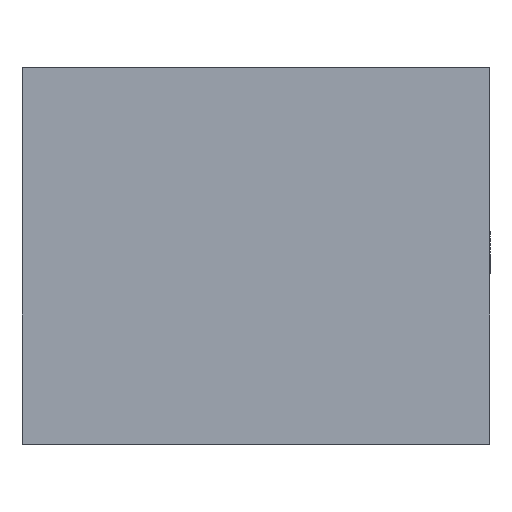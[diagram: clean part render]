
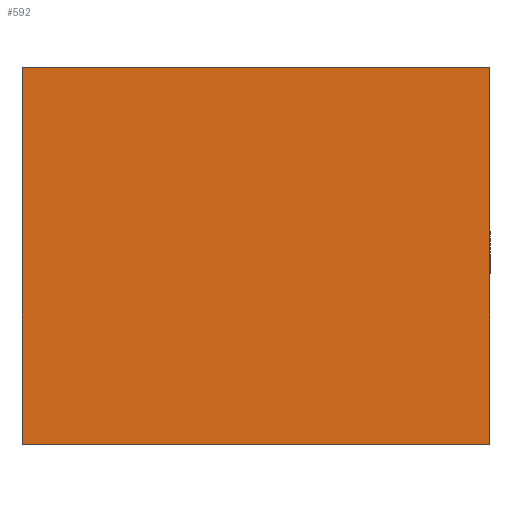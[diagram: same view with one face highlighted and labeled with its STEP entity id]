
A CAD part, top view. The second image highlights one B-rep face of the part: STEP entity #592.
In plain terms, the highlighted planar face has unit normal (0, 0, 1).
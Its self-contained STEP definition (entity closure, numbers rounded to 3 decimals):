
#43 = ORIENTED_EDGE ( 'NONE', *, *, #93, .T. ) ;
#46 = VERTEX_POINT ( 'NONE', #190 ) ;
#70 = EDGE_LOOP ( 'NONE', ( #43, #116, #410, #217 ) ) ;
#81 = CARTESIAN_POINT ( 'NONE',  ( -50., 31.5, 0. ) ) ;
#85 = VERTEX_POINT ( 'NONE', #196 ) ;
#88 = CARTESIAN_POINT ( 'NONE',  ( 50.8, 51.431, 0. ) ) ;
#93 = EDGE_CURVE ( 'NONE', #85, #427, #959, .T. ) ;
#116 = ORIENTED_EDGE ( 'NONE', *, *, #660, .T. ) ;
#149 = CARTESIAN_POINT ( 'NONE',  ( -50.8, -31.5, 0. ) ) ;
#190 = CARTESIAN_POINT ( 'NONE',  ( 50.8, -31.5, 0. ) ) ;
#196 = CARTESIAN_POINT ( 'NONE',  ( -50.8, 50.3, 0. ) ) ;
#217 = ORIENTED_EDGE ( 'NONE', *, *, #984, .F. ) ;
#246 = PLANE ( 'NONE',  #935 ) ;
#255 = LINE ( 'NONE', #88, #965 ) ;
#290 = DIRECTION ( 'NONE',  ( 1., 0., 0. ) ) ;
#363 = CARTESIAN_POINT ( 'NONE',  ( -50.8, 51.431, 0. ) ) ;
#389 = VECTOR ( 'NONE', #290, 1000. ) ;
#410 = ORIENTED_EDGE ( 'NONE', *, *, #1038, .F. ) ;
#423 = FACE_OUTER_BOUND ( 'NONE', #70, .T. ) ;
#427 = VERTEX_POINT ( 'NONE', #149 ) ;
#431 = DIRECTION ( 'NONE',  ( 0., -1., 0. ) ) ;
#457 = CARTESIAN_POINT ( 'NONE',  ( -50., -31.5, 0. ) ) ;
#505 = DIRECTION ( 'NONE',  ( -1., 0., 0. ) ) ;
#548 = VECTOR ( 'NONE', #1060, 1000. ) ;
#590 = LINE ( 'NONE', #457, #389 ) ;
#591 = CARTESIAN_POINT ( 'NONE',  ( -50., 50.3, 0. ) ) ;
#592 = ADVANCED_FACE ( 'NONE', ( #423 ), #246, .F. ) ;
#660 = EDGE_CURVE ( 'NONE', #427, #46, #590, .T. ) ;
#900 = LINE ( 'NONE', #591, #548 ) ;
#905 = VECTOR ( 'NONE', #999, 1000. ) ;
#935 = AXIS2_PLACEMENT_3D ( 'NONE', #81, #976, #505 ) ;
#959 = LINE ( 'NONE', #363, #905 ) ;
#965 = VECTOR ( 'NONE', #431, 1000. ) ;
#976 = DIRECTION ( 'NONE',  ( 0., 0., -1. ) ) ;
#983 = CARTESIAN_POINT ( 'NONE',  ( 50.8, 50.3, 0. ) ) ;
#984 = EDGE_CURVE ( 'NONE', #85, #1046, #900, .T. ) ;
#999 = DIRECTION ( 'NONE',  ( 0., -1., 0. ) ) ;
#1038 = EDGE_CURVE ( 'NONE', #1046, #46, #255, .T. ) ;
#1046 = VERTEX_POINT ( 'NONE', #983 ) ;
#1060 = DIRECTION ( 'NONE',  ( 1., 0., 0. ) ) ;
